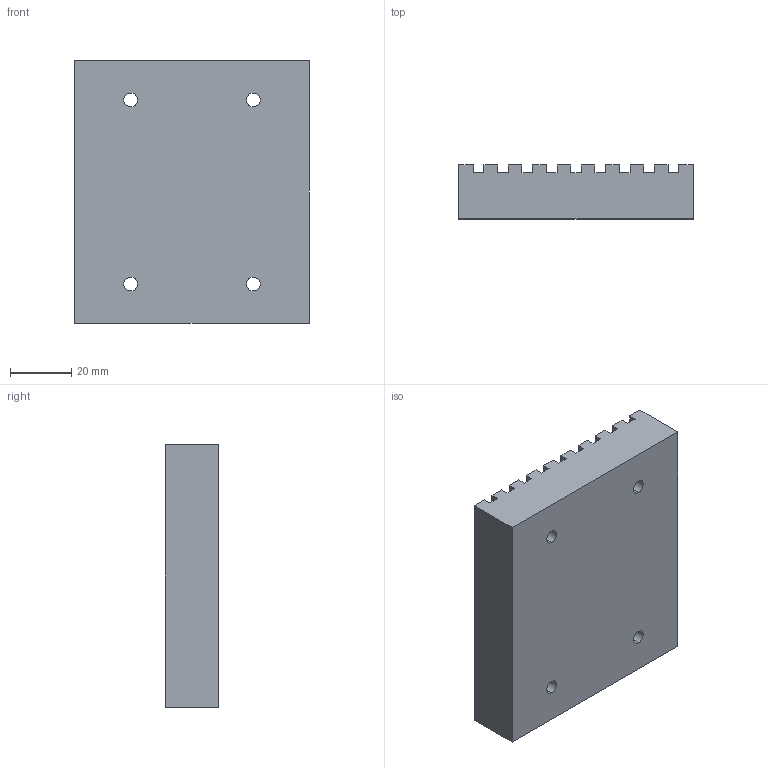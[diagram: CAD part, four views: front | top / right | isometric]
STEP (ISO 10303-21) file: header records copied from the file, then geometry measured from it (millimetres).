
FILE_DESCRIPTION (( 'STEP AP203' ), '1' );
FILE_NAME ('蛌諉啣.STEP', '2025-05-31T05:38:10', ( 'Windows User' ), ( 'P R C' ), 'SwSTEP 2.0', 'SolidWorks 2022', '' );
FILE_SCHEMA (( 'CONFIG_CONTROL_DESIGN' ));
Length unit declared in the file: millimetre
Products named in the file (1): 转接板
Bounding box: 76.38 x 17.5 x 85.6 mm (x, y, z)
Volume: 104551.3 mm3; surface area: 23938.7 mm2
Topology: 1 solids, 1 shells, 98 faces, 288 edges, 192 vertices
Faces by surface type: plane 74, cylinder 24
Entity records: 3365 total; most frequent: CARTESIAN_POINT 579, ORIENTED_EDGE 576, DIRECTION 566, EDGE_CURVE 288, VECTOR 208, LINE 208, VERTEX_POINT 192, AXIS2_PLACEMENT_3D 179
